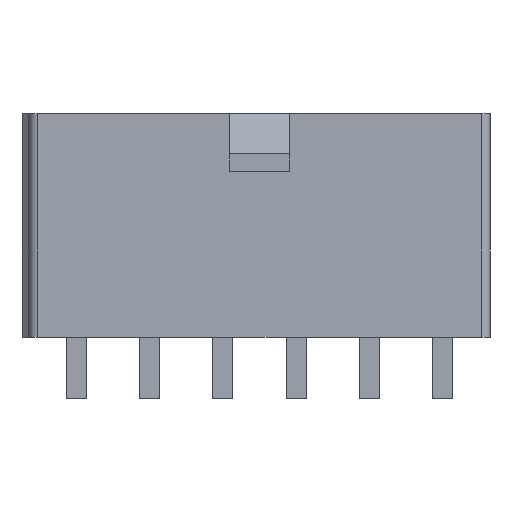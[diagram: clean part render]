
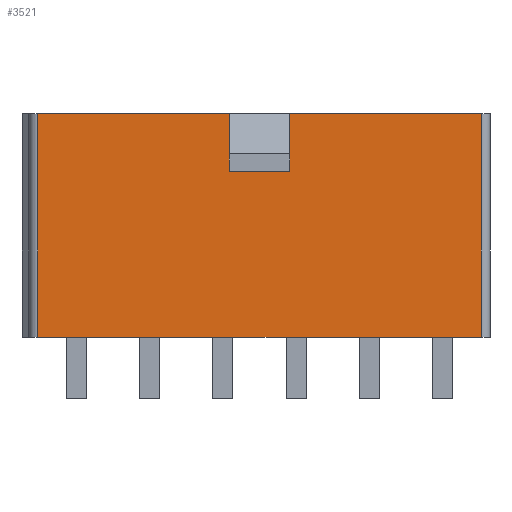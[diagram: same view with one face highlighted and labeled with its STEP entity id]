
A CAD part, front view. The second image highlights one B-rep face of the part: STEP entity #3521.
In plain terms, the highlighted planar face has unit normal (0, -1, 0).
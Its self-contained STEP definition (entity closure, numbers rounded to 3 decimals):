
#138=DIRECTION('',(1.,0.,0.));
#139=VECTOR('',#138,10.975);
#140=CARTESIAN_POINT('',(-12.7,-4.875,0.));
#141=LINE('',#140,#139);
#186=DIRECTION('',(1.,0.,0.));
#187=VECTOR('',#186,10.975);
#188=CARTESIAN_POINT('',(1.725,-4.875,0.));
#189=LINE('',#188,#187);
#458=DIRECTION('',(0.,0.,-1.));
#459=VECTOR('',#458,3.3);
#460=CARTESIAN_POINT('',(-1.725,-4.875,0.));
#461=LINE('',#460,#459);
#462=DIRECTION('',(1.,0.,0.));
#463=VECTOR('',#462,3.45);
#464=CARTESIAN_POINT('',(-1.725,-4.875,-3.3));
#465=LINE('',#464,#463);
#466=DIRECTION('',(0.,0.,-1.));
#467=VECTOR('',#466,3.3);
#468=CARTESIAN_POINT('',(1.725,-4.875,0.));
#469=LINE('',#468,#467);
#470=DIRECTION('',(0.,0.,-1.));
#471=VECTOR('',#470,12.8);
#472=CARTESIAN_POINT('',(-12.7,-4.875,0.));
#473=LINE('',#472,#471);
#474=DIRECTION('',(0.,0.,-1.));
#475=VECTOR('',#474,12.8);
#476=CARTESIAN_POINT('',(12.7,-4.875,0.));
#477=LINE('',#476,#475);
#540=DIRECTION('',(1.,0.,0.));
#541=VECTOR('',#540,25.4);
#542=CARTESIAN_POINT('',(-12.7,-4.875,-12.8));
#543=LINE('',#542,#541);
#2496=CARTESIAN_POINT('',(-12.7,-4.875,0.));
#2497=VERTEX_POINT('',#2496);
#2498=CARTESIAN_POINT('',(12.7,-4.875,0.));
#2500=VERTEX_POINT('',#2498);
#2516=CARTESIAN_POINT('',(-12.7,-4.875,-12.8));
#2517=VERTEX_POINT('',#2516);
#2518=CARTESIAN_POINT('',(12.7,-4.875,-12.8));
#2519=VERTEX_POINT('',#2518);
#2558=CARTESIAN_POINT('',(1.725,-4.875,0.));
#2559=CARTESIAN_POINT('',(-1.725,-4.875,0.));
#2560=VERTEX_POINT('',#2558);
#2561=VERTEX_POINT('',#2559);
#2562=CARTESIAN_POINT('',(-1.725,-4.875,-3.3));
#2563=VERTEX_POINT('',#2562);
#2564=CARTESIAN_POINT('',(1.725,-4.875,-3.3));
#2565=VERTEX_POINT('',#2564);
#3503=CARTESIAN_POINT('',(-12.7,-4.875,0.));
#3504=DIRECTION('',(0.,-1.,0.));
#3505=DIRECTION('',(1.,0.,0.));
#3506=AXIS2_PLACEMENT_3D('',#3503,#3504,#3505);
#3507=PLANE('',#3506);
#3508=ORIENTED_EDGE('',*,*,#3495,.T.);
#3509=ORIENTED_EDGE('',*,*,#3484,.T.);
#3510=ORIENTED_EDGE('',*,*,#3469,.F.);
#3511=ORIENTED_EDGE('',*,*,#3295,.T.);
#3513=ORIENTED_EDGE('',*,*,#3512,.T.);
#3515=ORIENTED_EDGE('',*,*,#3514,.F.);
#3517=ORIENTED_EDGE('',*,*,#3516,.F.);
#3518=ORIENTED_EDGE('',*,*,#3273,.T.);
#3519=EDGE_LOOP('',(#3508,#3509,#3510,#3511,#3513,#3515,#3517,#3518));
#3520=FACE_OUTER_BOUND('',#3519,.F.);
#3273=EDGE_CURVE('',#2497,#2561,#141,.T.);
#3295=EDGE_CURVE('',#2560,#2500,#189,.T.);
#3469=EDGE_CURVE('',#2560,#2565,#469,.T.);
#3484=EDGE_CURVE('',#2563,#2565,#465,.T.);
#3495=EDGE_CURVE('',#2561,#2563,#461,.T.);
#3512=EDGE_CURVE('',#2500,#2519,#477,.T.);
#3514=EDGE_CURVE('',#2517,#2519,#543,.T.);
#3516=EDGE_CURVE('',#2497,#2517,#473,.T.);
#3521=ADVANCED_FACE('',(#3520),#3507,.T.);
